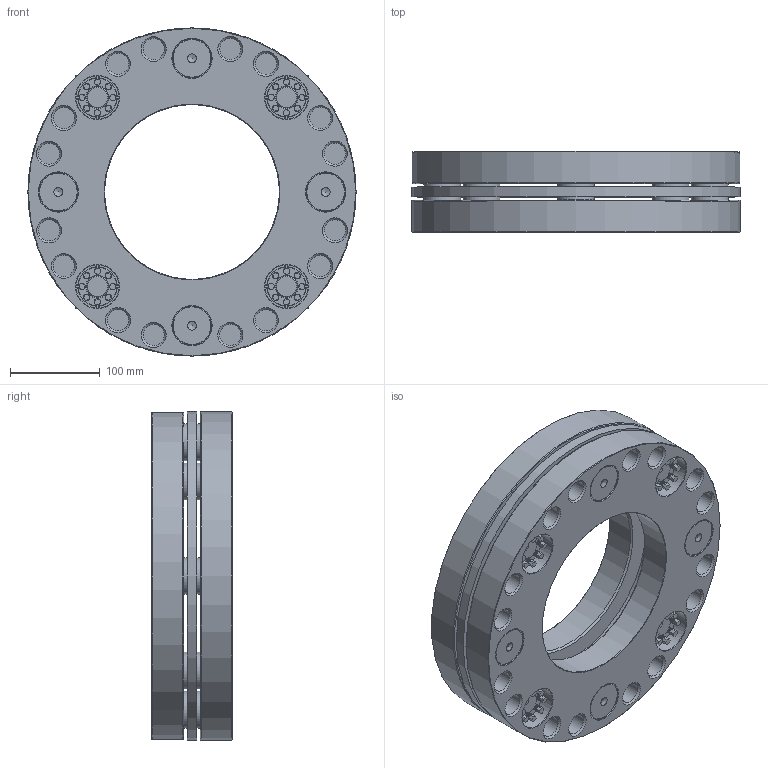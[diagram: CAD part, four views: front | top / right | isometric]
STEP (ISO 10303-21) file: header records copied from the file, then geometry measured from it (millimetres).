
FILE_DESCRIPTION(/* description */ ('Unknown'),/* implementation_level */ '2;1');
FILE_NAME(/* name */ 'HK20-450-00-00',/* time_stamp */ '2020-09-14T14:30:35+02:00',/* author */ ('Unknown'),/* organization */ ('Unknown'),/* preprocessor_version */ 'ST-DEVELOPER v16.7',/* originating_system */ 'Solid Edge',/* authorisation */ 'Unknown');
FILE_SCHEMA (('AUTOMOTIVE_DESIGN {1 0 10303 214 3 1 1}'));
Length unit declared in the file: millimetre
Products named in the file (1): Part14
Bounding box: 366 x 90 x 366 mm (x, y, z)
Volume: 5381297.4 mm3; surface area: 687950.8 mm2
Topology: 1 solids, 1 shells, 2236 faces, 5982 edges, 3920 vertices
Faces by surface type: plane 942, cylinder 670, cone 454, torus 170
Full cylindrical faces by diameter (mm): 5 x64, 6 x64, 6.9 x64, 23.752 x32, 24 x8, 41 x16, 43 x8, 44 x16, 48 x8, 195 x2, 230 x1, 366 x3
Entity records: 77748 total; most frequent: CARTESIAN_POINT 13213, DIRECTION 10066, ORIENTED_EDGE 9048, EDGE_CURVE 4524, AXIS2_PLACEMENT_3D 4073, FACE_BOUND 3424, EDGE_LOOP 3416, VERTEX_POINT 3380
